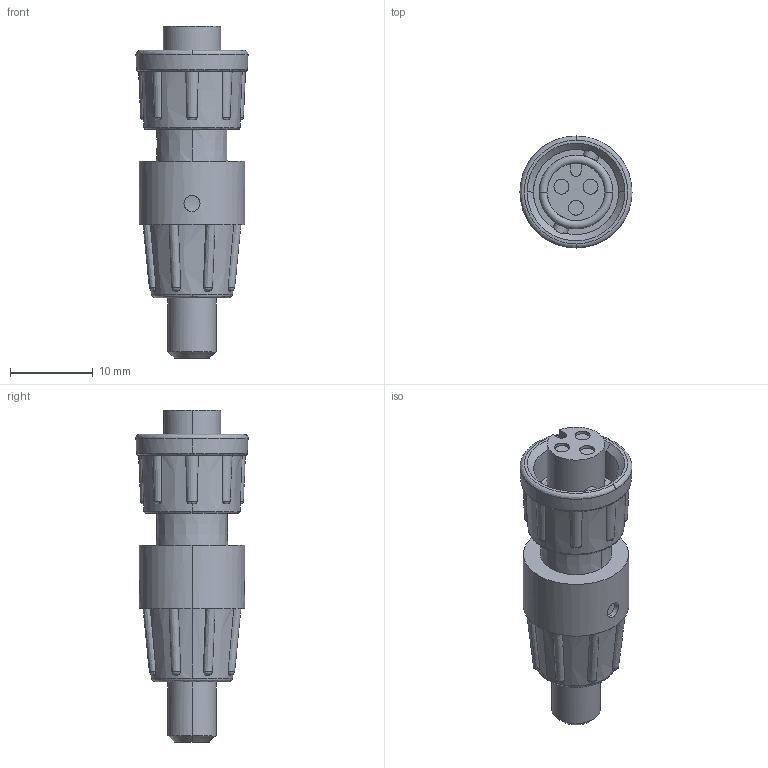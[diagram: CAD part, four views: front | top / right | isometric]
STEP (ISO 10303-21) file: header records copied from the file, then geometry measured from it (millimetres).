
FILE_DESCRIPTION (( 'STEP AP203' ), '1' );
FILE_NAME ('16280H-3SG-315.STEP', '2013-11-21T21:19:29', ( 'J0FPBF1' ), ( '' ), 'SwSTEP 2.0', 'SolidWorks 2012', '' );
FILE_SCHEMA (( 'CONFIG_CONTROL_DESIGN' ));
Length unit declared in the file: inch
Products named in the file (1): 16280H-3SG-315
Bounding box: 13.51 x 13.51 x 40.01 mm (x, y, z)
Volume: 3072.1 mm3; surface area: 2108.8 mm2
Topology: 1 solids, 1 shells, 155 faces, 455 edges, 313 vertices
Faces by surface type: bspline 52, plane 52, cylinder 26, cone 23, torus 2
Entity records: 12140 total; most frequent: CARTESIAN_POINT 8552, ORIENTED_EDGE 910, DIRECTION 508, EDGE_CURVE 455, VERTEX_POINT 313, B_SPLINE_CURVE_WITH_KNOTS 257, AXIS2_PLACEMENT_3D 224, EDGE_LOOP 166
